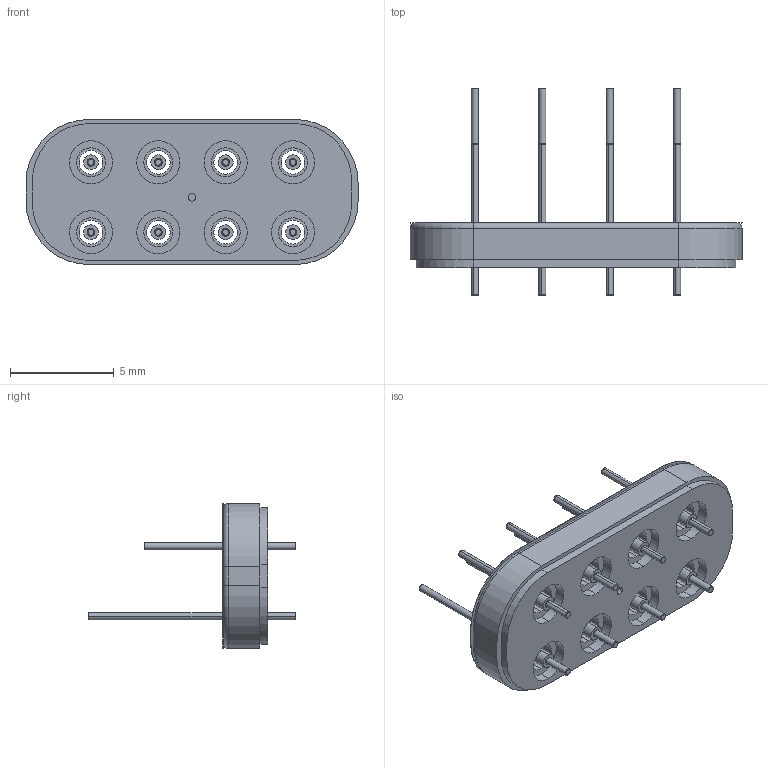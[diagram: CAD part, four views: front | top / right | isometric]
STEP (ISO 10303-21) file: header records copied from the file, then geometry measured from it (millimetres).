
FILE_DESCRIPTION (( 'STEP AP203' ), '1' );
FILE_NAME ('NNP-DWG-135-001-001 SA, Remote Module, Capthrough Sandblasted.STEP', '2024-08-12T19:58:11', ( '' ), ( '' ), 'SwSTEP 2.0', 'SolidWorks 2024', '' );
FILE_SCHEMA (( 'CONFIG_CONTROL_DESIGN' ));
Length unit declared in the file: inch
Products named in the file (8): NNP-MAT-150-008-000 EPO-TEK 301_MED 301; NNP-DWG-135-001-001 SA, Remote Module, Capthrough Sandblasted; NNP-DWG-130-010-000 Remote Module, Capthrough, Lid; NNP-DWG-130-009-002 Capthrough, Pin, Jogged_PRE-BENT; NNP-DWG-130-014-000 Capthrough, 150 Micron Aluminum Oxide; NNP-DWG-130-009-001 Capthrough, Pin, Ring; NNP-DWG-135-001-000 SA, Remote Module, Capthrough_STRAIGHT; NNP-DWG-130-008-000 Capthrough, Ceramic
Assembly tree (19 placements, depth 3):
  NNP-MAT-150-008-000 EPO-TEK 301_MED 301
  NNP-DWG-135-001-001 SA, Remote Module, Capthrough Sandblasted
    NNP-DWG-135-001-000 SA, Remote Module, Capthrough_STRAIGHT
      NNP-DWG-130-010-000 Remote Module, Capthrough, Lid
      NNP-DWG-130-008-000 Capthrough, Ceramic  x8
      NNP-DWG-130-009-001 Capthrough, Pin, Ring  x4
      NNP-DWG-130-009-002 Capthrough, Pin, Jogged_PRE-BENT  x4
    NNP-DWG-130-014-000 Capthrough, 150 Micron Aluminum Oxide
Bounding box: 16.03 x 10.01 x 7.01 mm (x, y, z)
Volume: 200.3 mm3; surface area: 633.6 mm2
Topology: 18 solids, 18 shells, 248 faces, 526 edges, 332 vertices
Faces by surface type: cylinder 114, plane 82, torus 52
Entity records: 5423 total; most frequent: DIRECTION 836, CARTESIAN_POINT 711, ORIENTED_EDGE 660, AXIS2_PLACEMENT_3D 339, EDGE_CURVE 330, VERTEX_POINT 214, EDGE_LOOP 188, CIRCLE 172
